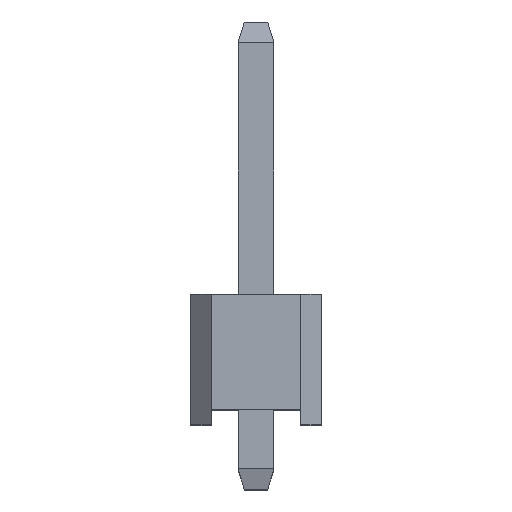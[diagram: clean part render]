
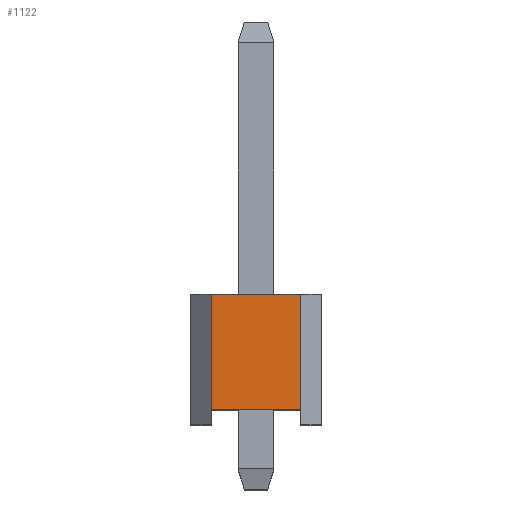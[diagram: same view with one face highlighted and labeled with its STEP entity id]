
A CAD part, top view. The second image highlights one B-rep face of the part: STEP entity #1122.
In plain terms, the highlighted planar face has unit normal (0, 0, 1).
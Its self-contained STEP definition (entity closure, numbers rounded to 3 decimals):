
#20 = VECTOR ( 'NONE', #337, 1000. ) ;
#31 = DIRECTION ( 'NONE',  ( -1., 0., 0. ) ) ;
#66 = CARTESIAN_POINT ( 'NONE',  ( 0.87, 0.3, 1.27 ) ) ;
#101 = CARTESIAN_POINT ( 'NONE',  ( -0.87, 0.3, 1.27 ) ) ;
#120 = EDGE_LOOP ( 'NONE', ( #392, #1025, #498, #584 ) ) ;
#126 = DIRECTION ( 'NONE',  ( 0., 0., -1. ) ) ;
#224 = EDGE_CURVE ( 'NONE', #579, #334, #620, .T. ) ;
#245 = VECTOR ( 'NONE', #967, 1000. ) ;
#269 = EDGE_CURVE ( 'NONE', #579, #1054, #1145, .T. ) ;
#301 = FACE_OUTER_BOUND ( 'NONE', #120, .T. ) ;
#334 = VERTEX_POINT ( 'NONE', #1027 ) ;
#337 = DIRECTION ( 'NONE',  ( 0., -1., 0. ) ) ;
#338 = VECTOR ( 'NONE', #583, 1000. ) ;
#370 = VERTEX_POINT ( 'NONE', #66 ) ;
#392 = ORIENTED_EDGE ( 'NONE', *, *, #435, .F. ) ;
#435 = EDGE_CURVE ( 'NONE', #370, #1054, #610, .T. ) ;
#476 = CARTESIAN_POINT ( 'NONE',  ( -0.87, 0.3, 1.27 ) ) ;
#498 = ORIENTED_EDGE ( 'NONE', *, *, #224, .F. ) ;
#507 = CARTESIAN_POINT ( 'NONE',  ( -1.27, 2.54, 1.27 ) ) ;
#561 = DIRECTION ( 'NONE',  ( -1., 0., 0. ) ) ;
#579 = VERTEX_POINT ( 'NONE', #969 ) ;
#583 = DIRECTION ( 'NONE',  ( 1., 0., 0. ) ) ;
#584 = ORIENTED_EDGE ( 'NONE', *, *, #269, .T. ) ;
#610 = LINE ( 'NONE', #476, #1200 ) ;
#620 = LINE ( 'NONE', #1152, #338 ) ;
#868 = AXIS2_PLACEMENT_3D ( 'NONE', #507, #126, #31 ) ;
#873 = LINE ( 'NONE', #1169, #245 ) ;
#967 = DIRECTION ( 'NONE',  ( 0., 1., 0. ) ) ;
#969 = CARTESIAN_POINT ( 'NONE',  ( -0.87, 2.54, 1.27 ) ) ;
#1025 = ORIENTED_EDGE ( 'NONE', *, *, #1080, .T. ) ;
#1027 = CARTESIAN_POINT ( 'NONE',  ( 0.87, 2.54, 1.27 ) ) ;
#1054 = VERTEX_POINT ( 'NONE', #101 ) ;
#1080 = EDGE_CURVE ( 'NONE', #370, #334, #873, .T. ) ;
#1082 = PLANE ( 'NONE',  #868 ) ;
#1122 = ADVANCED_FACE ( 'NONE', ( #301 ), #1082, .F. ) ;
#1145 = LINE ( 'NONE', #1197, #20 ) ;
#1152 = CARTESIAN_POINT ( 'NONE',  ( -1.27, 2.54, 1.27 ) ) ;
#1169 = CARTESIAN_POINT ( 'NONE',  ( 0.87, 2.54, 1.27 ) ) ;
#1197 = CARTESIAN_POINT ( 'NONE',  ( -0.87, 2.54, 1.27 ) ) ;
#1200 = VECTOR ( 'NONE', #561, 1000. ) ;
